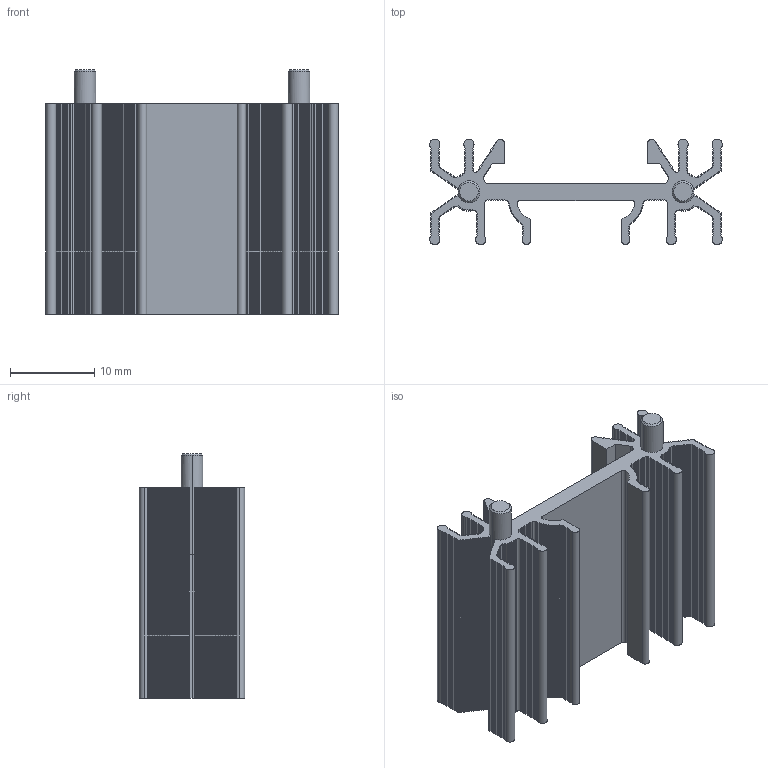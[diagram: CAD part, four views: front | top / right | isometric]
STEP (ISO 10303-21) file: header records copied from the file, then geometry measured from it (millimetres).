
FILE_DESCRIPTION (( 'STEP AP214' ), '1' );
FILE_NAME ('CUI_DEVICES_HSE-B20250-040H-01.step', '2020-11-17T04:00:59', ( '' ), ( '' ), 'SwSTEP 2.0', 'SolidWorks 2020', '' );
FILE_SCHEMA (( 'AUTOMOTIVE_DESIGN' ));
Length unit declared in the file: inch
Products named in the file (1): CUI_DEVICES_HSE-B20250-040H-01
Bounding box: 34.7 x 12.5 x 29 mm (x, y, z)
Volume: 3209.4 mm3; surface area: 6373.9 mm2
Topology: 1 solids, 1 shells, 1090 faces, 3256 edges, 2168 vertices
Faces by surface type: plane 992, cylinder 94, cone 4
Entity records: 36248 total; most frequent: CARTESIAN_POINT 6515, ORIENTED_EDGE 6512, DIRECTION 5634, EDGE_CURVE 3256, LINE 3060, VECTOR 3060, VERTEX_POINT 2168, AXIS2_PLACEMENT_3D 1287
